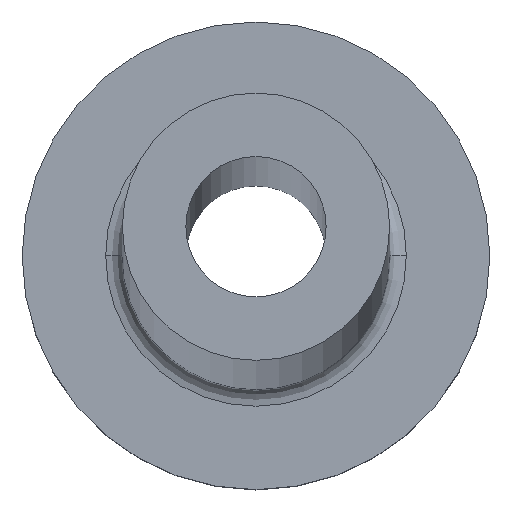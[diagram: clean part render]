
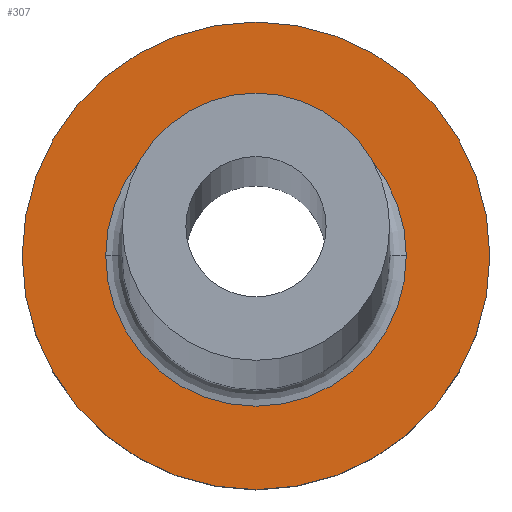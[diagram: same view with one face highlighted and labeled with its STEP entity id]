
A CAD part, top view. The second image highlights one B-rep face of the part: STEP entity #307.
In plain terms, the highlighted planar face has unit normal (0, 0, 1).
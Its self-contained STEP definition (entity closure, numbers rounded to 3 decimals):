
#24 = VERTEX_POINT ( 'NONE', #362 ) ;
#31 = DIRECTION ( 'NONE',  ( 0., 0., -1. ) ) ;
#39 = VERTEX_POINT ( 'NONE', #282 ) ;
#55 = DIRECTION ( 'NONE',  ( 1., 0., 0. ) ) ;
#59 = DIRECTION ( 'NONE',  ( 0., 0., 1. ) ) ;
#64 = DIRECTION ( 'NONE',  ( 1., 0., 0. ) ) ;
#77 = CARTESIAN_POINT ( 'NONE',  ( 7., 0., 5. ) ) ;
#78 = DIRECTION ( 'NONE',  ( 1., 0., 0. ) ) ;
#79 = CARTESIAN_POINT ( 'NONE',  ( 0., 0., 5. ) ) ;
#81 = EDGE_CURVE ( 'NONE', #39, #87, #245, .T. ) ;
#86 = CARTESIAN_POINT ( 'NONE',  ( 4.5, 0., 5. ) ) ;
#87 = VERTEX_POINT ( 'NONE', #77 ) ;
#101 = DIRECTION ( 'NONE',  ( 0., 0., 1. ) ) ;
#110 = DIRECTION ( 'NONE',  ( 1., 0., 0. ) ) ;
#116 = AXIS2_PLACEMENT_3D ( 'NONE', #301, #361, #64 ) ;
#127 = EDGE_LOOP ( 'NONE', ( #371, #139 ) ) ;
#138 = AXIS2_PLACEMENT_3D ( 'NONE', #349, #59, #55 ) ;
#139 = ORIENTED_EDGE ( 'NONE', *, *, #206, .T. ) ;
#141 = FACE_OUTER_BOUND ( 'NONE', #267, .T. ) ;
#146 = CIRCLE ( 'NONE', #368, 4.5 ) ;
#155 = CIRCLE ( 'NONE', #253, 4.5 ) ;
#170 = AXIS2_PLACEMENT_3D ( 'NONE', #199, #101, #230 ) ;
#199 = CARTESIAN_POINT ( 'NONE',  ( 0., 0., 5. ) ) ;
#204 = DIRECTION ( 'NONE',  ( 0., 0., -1. ) ) ;
#206 = EDGE_CURVE ( 'NONE', #24, #312, #146, .T. ) ;
#230 = DIRECTION ( 'NONE',  ( 1., 0., 0. ) ) ;
#245 = CIRCLE ( 'NONE', #170, 7. ) ;
#253 = AXIS2_PLACEMENT_3D ( 'NONE', #79, #204, #110 ) ;
#263 = EDGE_CURVE ( 'NONE', #312, #24, #155, .T. ) ;
#267 = EDGE_LOOP ( 'NONE', ( #281, #381 ) ) ;
#278 = EDGE_CURVE ( 'NONE', #87, #39, #280, .T. ) ;
#280 = CIRCLE ( 'NONE', #138, 7. ) ;
#281 = ORIENTED_EDGE ( 'NONE', *, *, #81, .T. ) ;
#282 = CARTESIAN_POINT ( 'NONE',  ( -7., 0., 5. ) ) ;
#301 = CARTESIAN_POINT ( 'NONE',  ( 0., 0., 5. ) ) ;
#307 = ADVANCED_FACE ( 'NONE', ( #322, #141 ), #356, .T. ) ;
#312 = VERTEX_POINT ( 'NONE', #86 ) ;
#315 = CARTESIAN_POINT ( 'NONE',  ( 0., 0., 5. ) ) ;
#322 = FACE_BOUND ( 'NONE', #127, .T. ) ;
#349 = CARTESIAN_POINT ( 'NONE',  ( 0., 0., 5. ) ) ;
#356 = PLANE ( 'NONE',  #116 ) ;
#361 = DIRECTION ( 'NONE',  ( 0., 0., 1. ) ) ;
#362 = CARTESIAN_POINT ( 'NONE',  ( -4.5, 0., 5. ) ) ;
#368 = AXIS2_PLACEMENT_3D ( 'NONE', #315, #31, #78 ) ;
#371 = ORIENTED_EDGE ( 'NONE', *, *, #263, .T. ) ;
#381 = ORIENTED_EDGE ( 'NONE', *, *, #278, .T. ) ;
